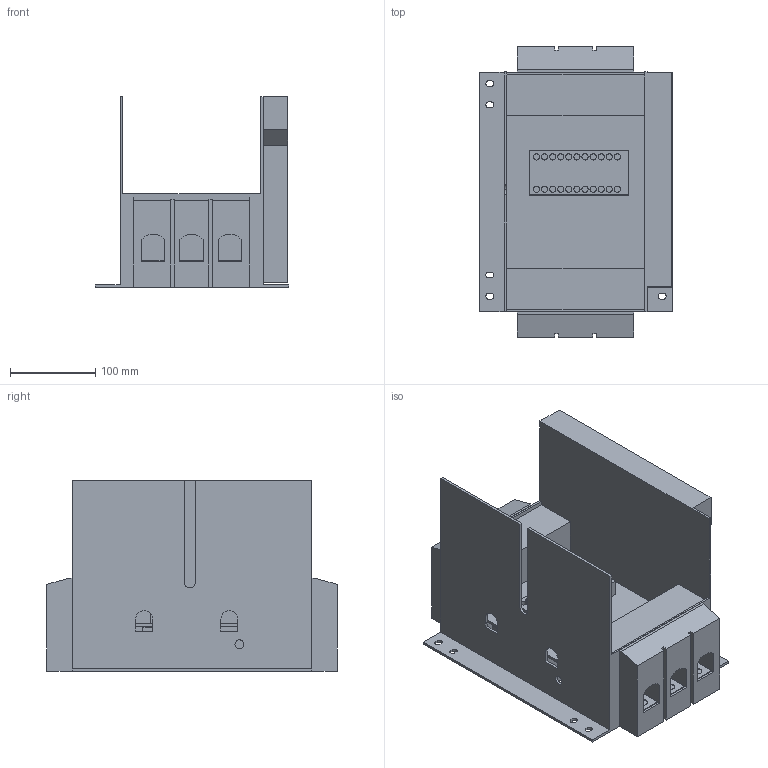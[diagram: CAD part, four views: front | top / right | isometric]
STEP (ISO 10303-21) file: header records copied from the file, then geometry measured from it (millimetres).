
FILE_DESCRIPTION (( 'STEP AP214' ), '1' );
FILE_NAME ('nzm3_xavs.STEP', '2010-07-13T06:19:43', ( 'mvlk' ), ( '' ), 'SwSTEP 2.0', 'SolidWorks 2008', '' );
FILE_SCHEMA (( 'AUTOMOTIVE_DESIGN' ));
Length unit declared in the file: millimetre
Products named in the file (3): 131036_p1; nzm3_xavs; 131036_p2
Assembly tree (3 placements, depth 2):
  nzm3_xavs
    131036_p2  x2
    131036_p1
Bounding box: 227 x 341.6 x 224.5 mm (x, y, z)
Volume: 4827111 mm3; surface area: 617004.3 mm2
Topology: 3 solids, 3 shells, 291 faces, 781 edges, 519 vertices
Faces by surface type: plane 193, cylinder 98
Entity records: 8125 total; most frequent: CARTESIAN_POINT 1391, DIRECTION 1385, ORIENTED_EDGE 1358, EDGE_CURVE 679, VECTOR 495, LINE 495, VERTEX_POINT 451, AXIS2_PLACEMENT_3D 445
